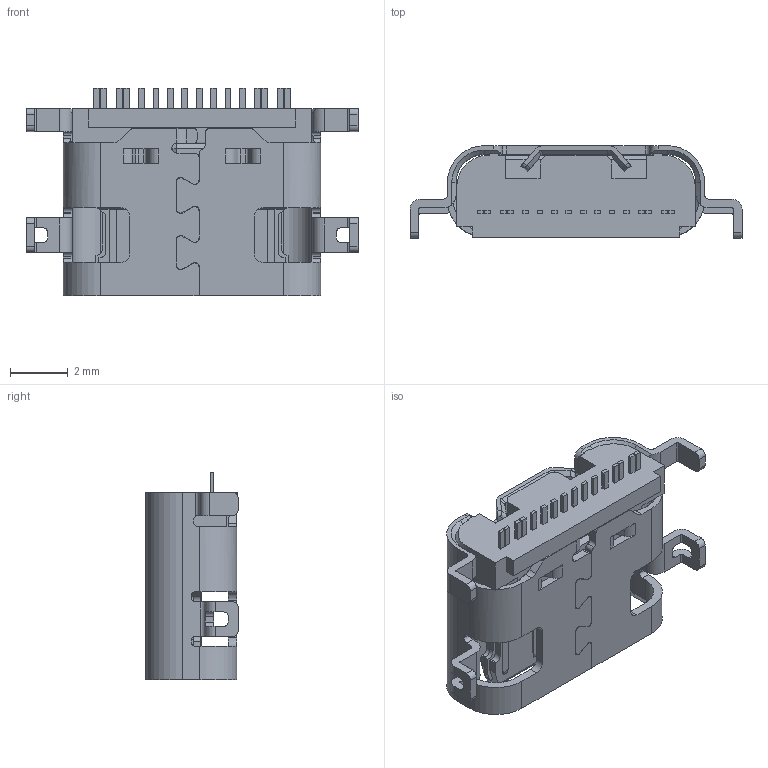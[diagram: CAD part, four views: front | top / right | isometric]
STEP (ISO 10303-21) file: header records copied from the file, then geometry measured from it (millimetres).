
FILE_DESCRIPTION(('STEP AP242'),'1');
FILE_NAME('xb-acf002-1r.stp','2023-08-08T19:30:12',('TraceParts'),('TraceParts S.A.'),'Spatial InterOp 3D',' ',' ');
FILE_SCHEMA(('AP242_MANAGED_MODEL_BASED_3D_ENGINEERING_MIM_LF {1 0 10303 442 1 1 4}'));
Length unit declared in the file: millimetre
Products named in the file (1): xb-acf002-1r
Bounding box: 11.54 x 3.21 x 7.2 mm (x, y, z)
Volume: 96.1 mm3; surface area: 439.2 mm2
Topology: 1 solids, 1 shells, 696 faces, 2021 edges, 1315 vertices
Faces by surface type: plane 491, cylinder 186, cone 16, bspline 3
Entity records: 27573 total; most frequent: CARTESIAN_POINT 4551, ORIENTED_EDGE 4042, DIRECTION 3693, EDGE_CURVE 2021, LINE 1559, VECTOR 1559, VERTEX_POINT 1315, AXIS2_PLACEMENT_3D 1067
